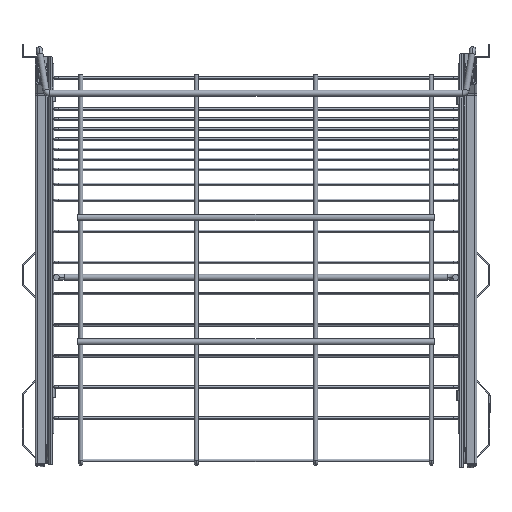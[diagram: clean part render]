
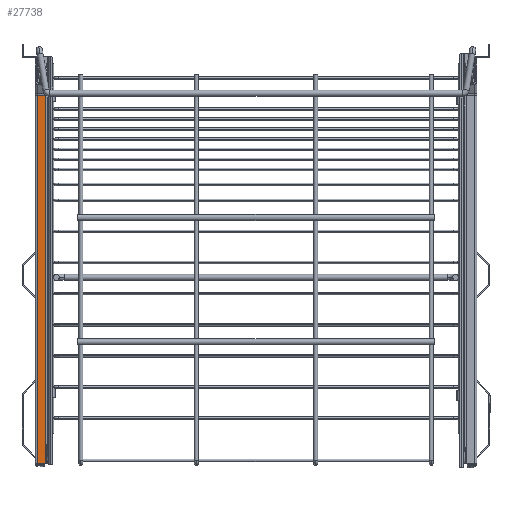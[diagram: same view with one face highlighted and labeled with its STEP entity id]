
A CAD part, front view. The second image highlights one B-rep face of the part: STEP entity #27738.
In plain terms, the highlighted planar face has unit normal (0, -1, 0).
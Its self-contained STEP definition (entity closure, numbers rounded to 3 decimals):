
#99 = DIRECTION ( 'NONE',  ( 0., 0., -1. ) ) ;
#2191 = ORIENTED_EDGE ( 'NONE', *, *, #13302, .F. ) ;
#2299 = LINE ( 'NONE', #32996, #13092 ) ;
#2350 = VECTOR ( 'NONE', #12258, 1000. ) ;
#4313 = CARTESIAN_POINT ( 'NONE',  ( -166.729, -11.1, 0. ) ) ;
#4904 = DIRECTION ( 'NONE',  ( 0., -1., 0. ) ) ;
#6930 = ORIENTED_EDGE ( 'NONE', *, *, #24904, .F. ) ;
#7100 = CARTESIAN_POINT ( 'NONE',  ( -166.729, -11.1, 9.2 ) ) ;
#9616 = DIRECTION ( 'NONE',  ( 1., 0., 0. ) ) ;
#10157 = ORIENTED_EDGE ( 'NONE', *, *, #30603, .T. ) ;
#10812 = ORIENTED_EDGE ( 'NONE', *, *, #11737, .F. ) ;
#11737 = EDGE_CURVE ( 'NONE', #20612, #12316, #17458, .T. ) ;
#12258 = DIRECTION ( 'NONE',  ( 0., 0., 1. ) ) ;
#12316 = VERTEX_POINT ( 'NONE', #26233 ) ;
#13092 = VECTOR ( 'NONE', #99, 1000. ) ;
#13302 = EDGE_CURVE ( 'NONE', #26661, #20612, #22609, .T. ) ;
#15091 = CARTESIAN_POINT ( 'NONE',  ( -166.729, -11.1, 0. ) ) ;
#15534 = VERTEX_POINT ( 'NONE', #26278 ) ;
#17458 = LINE ( 'NONE', #7100, #25259 ) ;
#18295 = EDGE_CURVE ( 'NONE', #26661, #28364, #26821, .T. ) ;
#19169 = CIRCLE ( 'NONE', #25054, 1. ) ;
#19507 = DIRECTION ( 'NONE',  ( 0., 0., 1. ) ) ;
#19912 = CARTESIAN_POINT ( 'NONE',  ( -166.729, -11.1, 9.2 ) ) ;
#20612 = VERTEX_POINT ( 'NONE', #19912 ) ;
#22609 = LINE ( 'NONE', #15091, #2350 ) ;
#23648 = EDGE_LOOP ( 'NONE', ( #6930, #10157, #10812, #2191, #24140 ) ) ;
#24140 = ORIENTED_EDGE ( 'NONE', *, *, #18295, .T. ) ;
#24354 = DIRECTION ( 'NONE',  ( 0., 1., 0. ) ) ;
#24427 = CARTESIAN_POINT ( 'NONE',  ( -166.729, -11.1, 1. ) ) ;
#24904 = EDGE_CURVE ( 'NONE', #15534, #28364, #2299, .T. ) ;
#25015 = FACE_OUTER_BOUND ( 'NONE', #23648, .T. ) ;
#25054 = AXIS2_PLACEMENT_3D ( 'NONE', #27754, #4904, #32935 ) ;
#25259 = VECTOR ( 'NONE', #9616, 1000. ) ;
#26233 = CARTESIAN_POINT ( 'NONE',  ( 199.56, -11.1, 9.2 ) ) ;
#26278 = CARTESIAN_POINT ( 'NONE',  ( 200.56, -11.1, 8.2 ) ) ;
#26661 = VERTEX_POINT ( 'NONE', #24427 ) ;
#26821 = LINE ( 'NONE', #29656, #27461 ) ;
#27461 = VECTOR ( 'NONE', #32314, 1000. ) ;
#27738 = ADVANCED_FACE ( 'NONE', ( #25015 ), #32656, .F. ) ;
#27754 = CARTESIAN_POINT ( 'NONE',  ( 199.56, -11.1, 8.2 ) ) ;
#28364 = VERTEX_POINT ( 'NONE', #30282 ) ;
#29656 = CARTESIAN_POINT ( 'NONE',  ( -166.729, -11.1, 1. ) ) ;
#30210 = AXIS2_PLACEMENT_3D ( 'NONE', #4313, #24354, #19507 ) ;
#30282 = CARTESIAN_POINT ( 'NONE',  ( 200.56, -11.1, 1. ) ) ;
#30603 = EDGE_CURVE ( 'NONE', #15534, #12316, #19169, .T. ) ;
#32314 = DIRECTION ( 'NONE',  ( 1., 0., 0. ) ) ;
#32656 = PLANE ( 'NONE',  #30210 ) ;
#32935 = DIRECTION ( 'NONE',  ( 0., 0., 1. ) ) ;
#32996 = CARTESIAN_POINT ( 'NONE',  ( 200.56, -11.1, 30. ) ) ;
